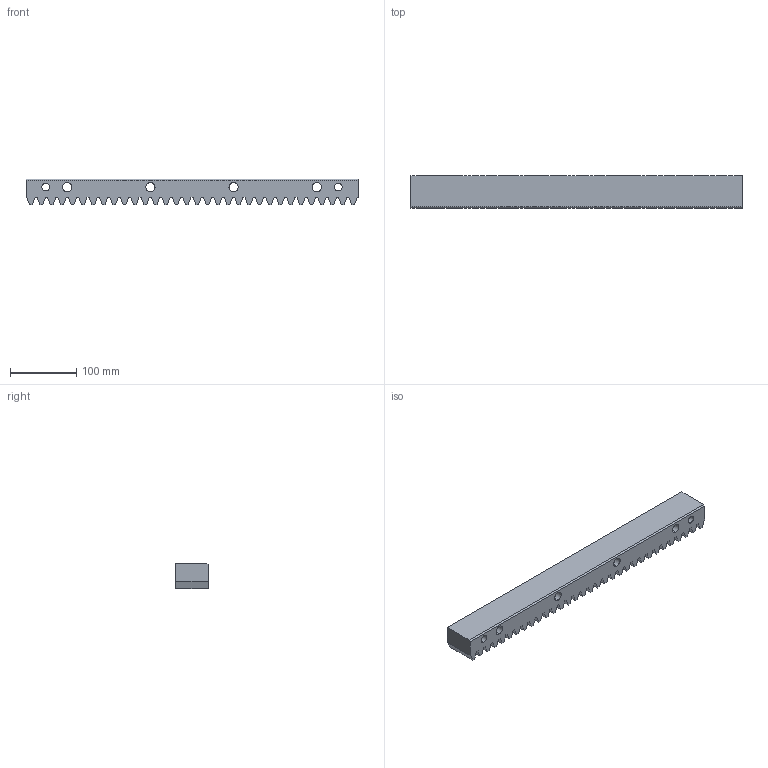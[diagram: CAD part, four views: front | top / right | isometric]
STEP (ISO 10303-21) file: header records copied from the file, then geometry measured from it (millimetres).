
FILE_DESCRIPTION(('STEP AP214'),'1');
FILE_NAME('144-050-405.stp','2017-10-09T11:44:38',('TraceParts'),('TraceParts S.A.'),'Spatial InterOp 3D',' ',' ');
FILE_SCHEMA(('automotive_design'));
Length unit declared in the file: millimetre
Products named in the file (1): 144-050-405
Bounding box: 501.84 x 49 x 39 mm (x, y, z)
Volume: 778901.9 mm3; surface area: 121386.9 mm2
Topology: 1 solids, 1 shells, 159 faces, 459 edges, 306 vertices
Faces by surface type: plane 139, cylinder 20
Entity records: 6474 total; most frequent: CARTESIAN_POINT 925, ORIENTED_EDGE 918, DIRECTION 819, EDGE_CURVE 459, LINE 419, VECTOR 419, VERTEX_POINT 306, AXIS2_PLACEMENT_3D 200
